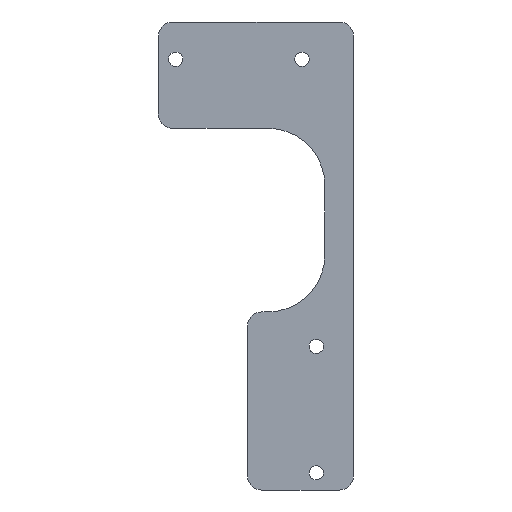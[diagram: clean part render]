
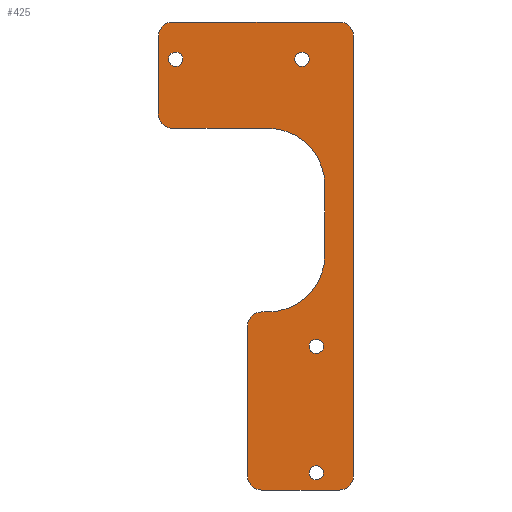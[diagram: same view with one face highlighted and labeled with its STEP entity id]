
A CAD part, front view. The second image highlights one B-rep face of the part: STEP entity #425.
In plain terms, the highlighted planar face has unit normal (0, -1, 0).
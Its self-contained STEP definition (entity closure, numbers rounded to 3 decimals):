
#19=FACE_BOUND('',#72,.T.);
#20=FACE_BOUND('',#73,.T.);
#21=FACE_BOUND('',#74,.T.);
#22=FACE_BOUND('',#75,.T.);
#30=PLANE('',#478);
#45=FACE_OUTER_BOUND('',#71,.T.);
#71=EDGE_LOOP('',(#345,#346,#347,#348,#349,#350,#351,#352,#353,#354,#355,
#356,#357,#358,#359,#360));
#72=EDGE_LOOP('',(#361));
#73=EDGE_LOOP('',(#362));
#74=EDGE_LOOP('',(#363));
#75=EDGE_LOOP('',(#364));
#89=LINE('',#640,#125);
#99=LINE('',#684,#135);
#100=LINE('',#687,#136);
#104=LINE('',#697,#140);
#107=LINE('',#702,#143);
#109=LINE('',#709,#145);
#111=LINE('',#717,#147);
#112=LINE('',#721,#148);
#125=VECTOR('',#509,10.);
#135=VECTOR('',#549,10.);
#136=VECTOR('',#552,10.);
#140=VECTOR('',#562,10.);
#143=VECTOR('',#567,10.);
#145=VECTOR('',#575,10.);
#147=VECTOR('',#585,10.);
#148=VECTOR('',#588,10.);
#158=CIRCLE('',#451,5.);
#170=CIRCLE('',#466,5.);
#171=CIRCLE('',#470,20.);
#172=CIRCLE('',#474,20.);
#173=CIRCLE('',#477,5.);
#174=CIRCLE('',#479,5.);
#175=CIRCLE('',#480,5.);
#176=CIRCLE('',#481,5.);
#177=CIRCLE('',#482,2.5);
#178=CIRCLE('',#483,2.5);
#179=CIRCLE('',#484,2.5);
#180=CIRCLE('',#485,2.5);
#183=VERTEX_POINT('',#630);
#184=VERTEX_POINT('',#632);
#186=VERTEX_POINT('',#638);
#204=VERTEX_POINT('',#678);
#205=VERTEX_POINT('',#682);
#206=VERTEX_POINT('',#686);
#207=VERTEX_POINT('',#690);
#208=VERTEX_POINT('',#691);
#209=VERTEX_POINT('',#696);
#210=VERTEX_POINT('',#700);
#211=VERTEX_POINT('',#704);
#212=VERTEX_POINT('',#708);
#213=VERTEX_POINT('',#714);
#214=VERTEX_POINT('',#716);
#215=VERTEX_POINT('',#718);
#216=VERTEX_POINT('',#720);
#217=VERTEX_POINT('',#723);
#218=VERTEX_POINT('',#725);
#219=VERTEX_POINT('',#727);
#220=VERTEX_POINT('',#729);
#223=EDGE_CURVE('',#183,#184,#158,.T.);
#227=EDGE_CURVE('',#186,#183,#89,.F.);
#246=EDGE_CURVE('',#204,#186,#170,.T.);
#249=EDGE_CURVE('',#205,#204,#99,.T.);
#250=EDGE_CURVE('',#184,#206,#100,.F.);
#252=EDGE_CURVE('',#207,#208,#171,.T.);
#255=EDGE_CURVE('',#209,#208,#104,.F.);
#258=EDGE_CURVE('',#207,#210,#107,.T.);
#259=EDGE_CURVE('',#209,#211,#172,.T.);
#261=EDGE_CURVE('',#211,#212,#109,.T.);
#263=EDGE_CURVE('',#206,#210,#173,.T.);
#264=EDGE_CURVE('',#213,#205,#174,.T.);
#265=EDGE_CURVE('',#214,#213,#111,.T.);
#266=EDGE_CURVE('',#215,#214,#175,.T.);
#267=EDGE_CURVE('',#216,#215,#112,.T.);
#268=EDGE_CURVE('',#212,#216,#176,.T.);
#269=EDGE_CURVE('',#217,#217,#177,.T.);
#270=EDGE_CURVE('',#218,#218,#178,.T.);
#271=EDGE_CURVE('',#219,#219,#179,.T.);
#272=EDGE_CURVE('',#220,#220,#180,.T.);
#345=ORIENTED_EDGE('',*,*,#223,.F.);
#346=ORIENTED_EDGE('',*,*,#227,.F.);
#347=ORIENTED_EDGE('',*,*,#246,.F.);
#348=ORIENTED_EDGE('',*,*,#249,.F.);
#349=ORIENTED_EDGE('',*,*,#264,.F.);
#350=ORIENTED_EDGE('',*,*,#265,.F.);
#351=ORIENTED_EDGE('',*,*,#266,.F.);
#352=ORIENTED_EDGE('',*,*,#267,.F.);
#353=ORIENTED_EDGE('',*,*,#268,.F.);
#354=ORIENTED_EDGE('',*,*,#261,.F.);
#355=ORIENTED_EDGE('',*,*,#259,.F.);
#356=ORIENTED_EDGE('',*,*,#255,.T.);
#357=ORIENTED_EDGE('',*,*,#252,.F.);
#358=ORIENTED_EDGE('',*,*,#258,.T.);
#359=ORIENTED_EDGE('',*,*,#263,.F.);
#360=ORIENTED_EDGE('',*,*,#250,.F.);
#361=ORIENTED_EDGE('',*,*,#269,.T.);
#362=ORIENTED_EDGE('',*,*,#270,.T.);
#363=ORIENTED_EDGE('',*,*,#271,.T.);
#364=ORIENTED_EDGE('',*,*,#272,.T.);
#425=ADVANCED_FACE('',(#45,#19,#20,#21,#22),#30,.F.);
#451=AXIS2_PLACEMENT_3D('',#633,#502,#503);
#466=AXIS2_PLACEMENT_3D('',#679,#543,#544);
#470=AXIS2_PLACEMENT_3D('',#692,#556,#557);
#474=AXIS2_PLACEMENT_3D('',#705,#570,#571);
#477=AXIS2_PLACEMENT_3D('',#712,#579,#580);
#478=AXIS2_PLACEMENT_3D('',#713,#581,#582);
#479=AXIS2_PLACEMENT_3D('',#715,#583,#584);
#480=AXIS2_PLACEMENT_3D('',#719,#586,#587);
#481=AXIS2_PLACEMENT_3D('',#722,#589,#590);
#482=AXIS2_PLACEMENT_3D('',#724,#591,#592);
#483=AXIS2_PLACEMENT_3D('',#726,#593,#594);
#484=AXIS2_PLACEMENT_3D('',#728,#595,#596);
#485=AXIS2_PLACEMENT_3D('',#730,#597,#598);
#502=DIRECTION('center_axis',(0.,1.,0.));
#503=DIRECTION('ref_axis',(-0.707,0.,-0.707));
#509=DIRECTION('',(1.,0.,0.));
#543=DIRECTION('center_axis',(0.,1.,0.));
#544=DIRECTION('ref_axis',(0.707,0.,-0.707));
#549=DIRECTION('',(0.,0.,-1.));
#552=DIRECTION('',(0.,0.,-1.));
#556=DIRECTION('center_axis',(0.,-1.,0.));
#557=DIRECTION('ref_axis',(0.707,0.,-0.707));
#562=DIRECTION('',(0.,0.,1.));
#567=DIRECTION('',(-1.,0.,0.));
#570=DIRECTION('center_axis',(0.,-1.,0.));
#571=DIRECTION('ref_axis',(0.707,0.,0.707));
#575=DIRECTION('',(-1.,0.,0.));
#579=DIRECTION('center_axis',(0.,1.,0.));
#580=DIRECTION('ref_axis',(-0.707,0.,0.707));
#581=DIRECTION('center_axis',(0.,1.,0.));
#582=DIRECTION('ref_axis',(-1.,0.,0.));
#583=DIRECTION('center_axis',(0.,1.,0.));
#584=DIRECTION('ref_axis',(0.707,0.,0.707));
#585=DIRECTION('',(1.,0.,0.));
#586=DIRECTION('center_axis',(0.,1.,0.));
#587=DIRECTION('ref_axis',(-0.707,0.,0.707));
#588=DIRECTION('',(0.,0.,1.));
#589=DIRECTION('center_axis',(0.,1.,0.));
#590=DIRECTION('ref_axis',(-0.707,0.,-0.707));
#591=DIRECTION('center_axis',(0.,1.,0.));
#592=DIRECTION('ref_axis',(-1.,0.,0.));
#593=DIRECTION('center_axis',(0.,1.,0.));
#594=DIRECTION('ref_axis',(-1.,0.,0.));
#595=DIRECTION('center_axis',(0.,1.,0.));
#596=DIRECTION('ref_axis',(-1.,0.,0.));
#597=DIRECTION('center_axis',(0.,1.,0.));
#598=DIRECTION('ref_axis',(-1.,0.,0.));
#630=CARTESIAN_POINT('',(7.839,-44.868,-4.022));
#632=CARTESIAN_POINT('',(2.839,-44.868,0.978));
#633=CARTESIAN_POINT('Origin',(7.839,-44.868,0.978));
#638=CARTESIAN_POINT('',(34.839,-44.868,-4.022));
#640=CARTESIAN_POINT('',(15.589,-44.868,-4.022));
#678=CARTESIAN_POINT('',(39.839,-44.868,0.978));
#679=CARTESIAN_POINT('Origin',(34.839,-44.868,0.978));
#682=CARTESIAN_POINT('',(39.839,-44.868,153.978));
#684=CARTESIAN_POINT('',(39.839,-44.868,56.978));
#686=CARTESIAN_POINT('',(2.839,-44.868,52.978));
#687=CARTESIAN_POINT('',(2.839,-44.868,40.478));
#690=CARTESIAN_POINT('',(9.839,-44.868,57.978));
#691=CARTESIAN_POINT('',(29.839,-44.868,77.978));
#692=CARTESIAN_POINT('Origin',(9.839,-44.868,77.978));
#696=CARTESIAN_POINT('',(29.839,-44.868,101.978));
#697=CARTESIAN_POINT('',(29.839,-44.868,100.978));
#700=CARTESIAN_POINT('',(7.839,-44.868,57.978));
#702=CARTESIAN_POINT('',(11.089,-44.868,57.978));
#704=CARTESIAN_POINT('',(9.839,-44.868,121.978));
#705=CARTESIAN_POINT('Origin',(9.839,-44.868,101.978));
#708=CARTESIAN_POINT('',(-23.161,-44.868,121.978));
#709=CARTESIAN_POINT('',(-32.911,-44.868,121.978));
#712=CARTESIAN_POINT('Origin',(7.839,-44.868,52.978));
#713=CARTESIAN_POINT('Origin',(-8.661,-44.868,79.978));
#714=CARTESIAN_POINT('',(34.839,-44.868,158.978));
#715=CARTESIAN_POINT('Origin',(34.839,-44.868,153.978));
#716=CARTESIAN_POINT('',(-23.161,-44.868,158.978));
#717=CARTESIAN_POINT('',(-28.161,-44.868,158.978));
#718=CARTESIAN_POINT('',(-28.161,-44.868,153.978));
#719=CARTESIAN_POINT('Origin',(-23.161,-44.868,153.978));
#720=CARTESIAN_POINT('',(-28.161,-44.868,126.978));
#721=CARTESIAN_POINT('',(-28.161,-44.868,56.978));
#722=CARTESIAN_POINT('Origin',(-23.161,-44.868,126.978));
#723=CARTESIAN_POINT('',(29.339,-44.868,45.978));
#724=CARTESIAN_POINT('Origin',(26.839,-44.868,45.978));
#725=CARTESIAN_POINT('',(-19.661,-44.868,145.978));
#726=CARTESIAN_POINT('Origin',(-22.161,-44.868,145.978));
#727=CARTESIAN_POINT('',(29.339,-44.868,1.978));
#728=CARTESIAN_POINT('Origin',(26.839,-44.868,1.978));
#729=CARTESIAN_POINT('',(24.339,-44.868,145.978));
#730=CARTESIAN_POINT('Origin',(21.839,-44.868,145.978));
